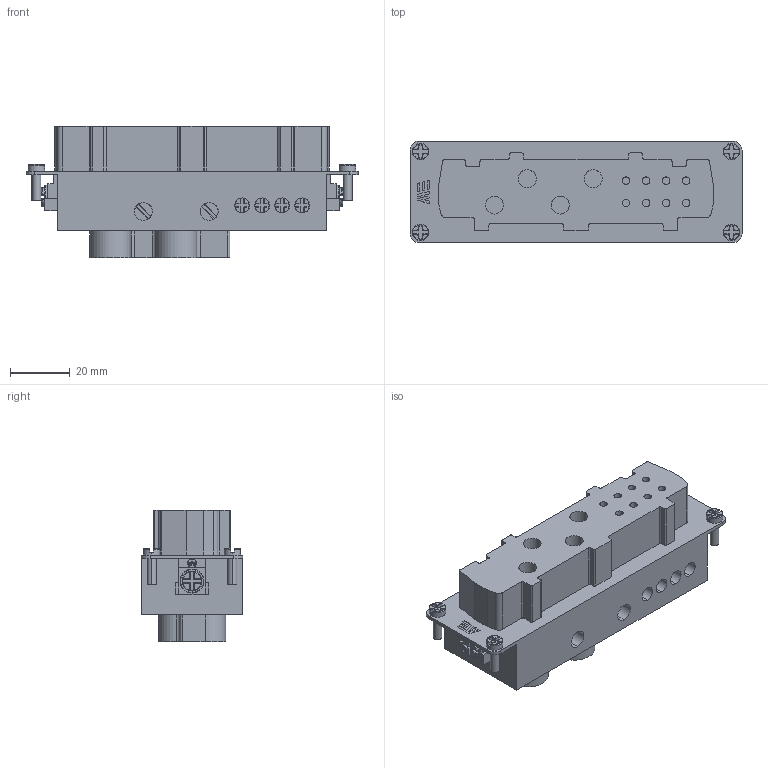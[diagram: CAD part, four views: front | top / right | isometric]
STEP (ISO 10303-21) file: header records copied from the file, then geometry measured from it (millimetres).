
FILE_DESCRIPTION (( 'STEP AP203' ), '1' );
FILE_NAME ('29112.step', '2025-02-12T17:33:16', ( '' ), ( '' ), 'SwSTEP 2.0', 'SolidWorks 2024', '' );
FILE_SCHEMA (( 'CONFIG_CONTROL_DESIGN' ));
Length unit declared in the file: inch
Products named in the file (1): 29112
Bounding box: 111 x 34 x 44 mm (x, y, z)
Volume: 93091 mm3; surface area: 22864.4 mm2
Topology: 1 solids, 3 shells, 1087 faces, 2707 edges, 1614 vertices
Faces by surface type: plane 491, cylinder 372, bspline 224
Entity records: 38684 total; most frequent: CARTESIAN_POINT 14169, ORIENTED_EDGE 5262, DIRECTION 4935, EDGE_CURVE 2631, AXIS2_PLACEMENT_3D 1728, VERTEX_POINT 1614, LINE 1479, VECTOR 1479
